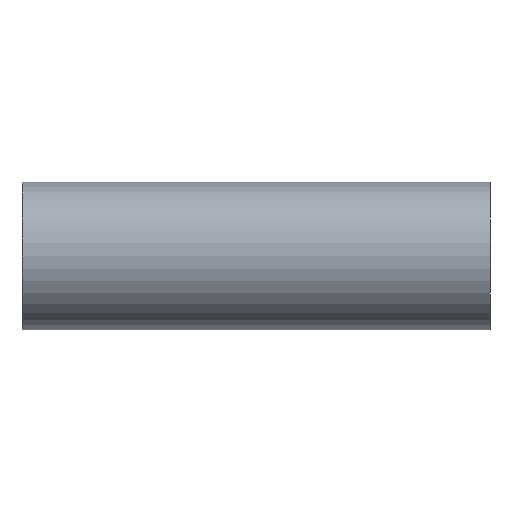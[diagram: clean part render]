
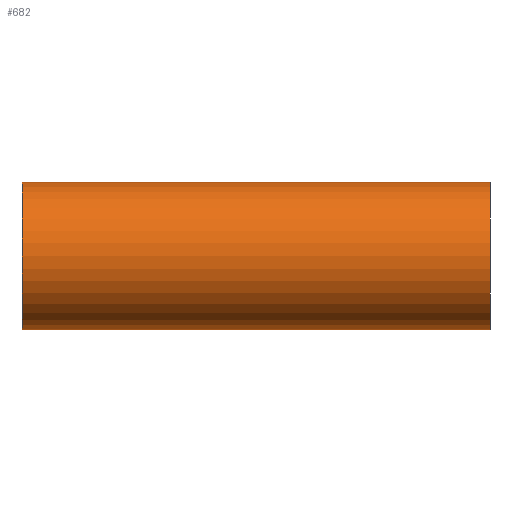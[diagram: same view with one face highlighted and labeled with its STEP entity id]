
A CAD part, front view. The second image highlights one B-rep face of the part: STEP entity #682.
In plain terms, the highlighted cylindrical face has radius 19.05 mm (diameter 38.1 mm), a partial arc.
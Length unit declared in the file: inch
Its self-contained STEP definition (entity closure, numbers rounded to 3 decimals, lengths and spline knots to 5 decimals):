
#78 = ORIENTED_EDGE ( 'NONE', *, *, #515, .F. ) ;
#137 = LINE ( 'NONE', #1216, #1424 ) ;
#211 = DIRECTION ( 'NONE',  ( -1., 0., 0. ) ) ;
#224 = EDGE_LOOP ( 'NONE', ( #78, #1618, #1745, #1818 ) ) ;
#313 = DIRECTION ( 'NONE',  ( 0., 0., -1. ) ) ;
#467 = CARTESIAN_POINT ( 'NONE',  ( -2.37402, 0., -0.75 ) ) ;
#515 = EDGE_CURVE ( 'NONE', #1404, #1021, #1301, .T. ) ;
#535 = DIRECTION ( 'NONE',  ( 0., 0., -1. ) ) ;
#682 = ADVANCED_FACE ( 'NONE', ( #727 ), #2037, .T. ) ;
#692 = VERTEX_POINT ( 'NONE', #1069 ) ;
#727 = FACE_OUTER_BOUND ( 'NONE', #224, .T. ) ;
#758 = AXIS2_PLACEMENT_3D ( 'NONE', #1199, #849, #535 ) ;
#849 = DIRECTION ( 'NONE',  ( 1., 0., 0. ) ) ;
#883 = CARTESIAN_POINT ( 'NONE',  ( 2.37402, 0., 0. ) ) ;
#935 = AXIS2_PLACEMENT_3D ( 'NONE', #883, #1060, #2094 ) ;
#979 = EDGE_CURVE ( 'NONE', #1052, #1021, #1525, .T. ) ;
#1021 = VERTEX_POINT ( 'NONE', #467 ) ;
#1052 = VERTEX_POINT ( 'NONE', #2173 ) ;
#1060 = DIRECTION ( 'NONE',  ( -1., 0., 0. ) ) ;
#1069 = CARTESIAN_POINT ( 'NONE',  ( 2.37402, 0., 0.75 ) ) ;
#1199 = CARTESIAN_POINT ( 'NONE',  ( 2.37402, 0., 0. ) ) ;
#1216 = CARTESIAN_POINT ( 'NONE',  ( 2.37402, 0., 0.75 ) ) ;
#1257 = CARTESIAN_POINT ( 'NONE',  ( 2.37402, 0., -0.75 ) ) ;
#1278 = AXIS2_PLACEMENT_3D ( 'NONE', #1329, #1981, #313 ) ;
#1301 = LINE ( 'NONE', #1257, #1689 ) ;
#1329 = CARTESIAN_POINT ( 'NONE',  ( -2.37402, 0., 0. ) ) ;
#1404 = VERTEX_POINT ( 'NONE', #1914 ) ;
#1417 = DIRECTION ( 'NONE',  ( -1., 0., 0. ) ) ;
#1424 = VECTOR ( 'NONE', #211, 39.37008 ) ;
#1478 = CIRCLE ( 'NONE', #758, 0.75 ) ;
#1525 = CIRCLE ( 'NONE', #1278, 0.75 ) ;
#1618 = ORIENTED_EDGE ( 'NONE', *, *, #1690, .F. ) ;
#1689 = VECTOR ( 'NONE', #1417, 39.37008 ) ;
#1690 = EDGE_CURVE ( 'NONE', #692, #1404, #1478, .T. ) ;
#1745 = ORIENTED_EDGE ( 'NONE', *, *, #2059, .T. ) ;
#1818 = ORIENTED_EDGE ( 'NONE', *, *, #979, .T. ) ;
#1914 = CARTESIAN_POINT ( 'NONE',  ( 2.37402, 0., -0.75 ) ) ;
#1981 = DIRECTION ( 'NONE',  ( 1., 0., 0. ) ) ;
#2037 = CYLINDRICAL_SURFACE ( 'NONE', #935, 0.75 ) ;
#2059 = EDGE_CURVE ( 'NONE', #692, #1052, #137, .T. ) ;
#2094 = DIRECTION ( 'NONE',  ( 0., 0., 1. ) ) ;
#2173 = CARTESIAN_POINT ( 'NONE',  ( -2.37402, 0., 0.75 ) ) ;
